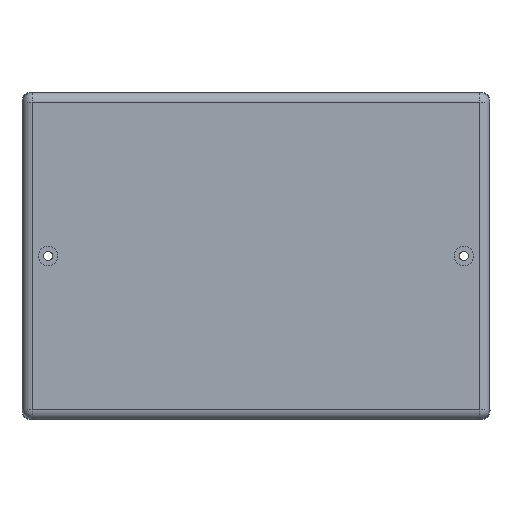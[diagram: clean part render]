
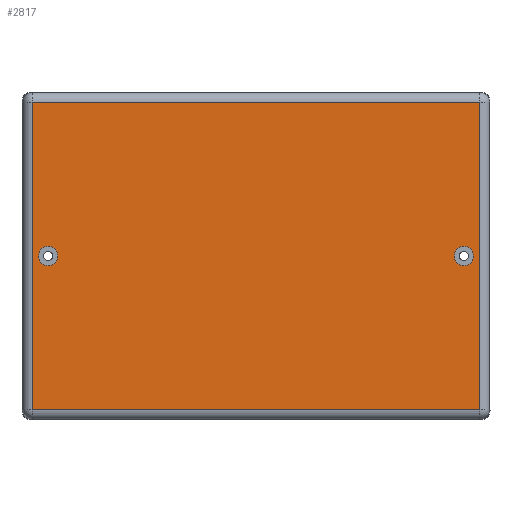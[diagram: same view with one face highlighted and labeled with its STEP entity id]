
A CAD part, front view. The second image highlights one B-rep face of the part: STEP entity #2817.
In plain terms, the highlighted planar face has unit normal (0, -1, 0).
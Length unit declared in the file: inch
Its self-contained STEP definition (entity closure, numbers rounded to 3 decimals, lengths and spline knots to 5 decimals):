
#662=CARTESIAN_POINT('',(2.7,-0.375,0.));
#663=DIRECTION('',(0.,1.,0.));
#664=DIRECTION('',(1.,0.,0.));
#665=AXIS2_PLACEMENT_3D('',#662,#663,#664);
#667=CARTESIAN_POINT('',(2.7,-0.375,0.));
#668=DIRECTION('',(0.,1.,0.));
#669=DIRECTION('',(-1.,0.,0.));
#670=AXIS2_PLACEMENT_3D('',#667,#668,#669);
#672=CARTESIAN_POINT('',(-2.7,-0.375,0.));
#673=DIRECTION('',(0.,-1.,0.));
#674=DIRECTION('',(-1.,0.,0.));
#675=AXIS2_PLACEMENT_3D('',#672,#673,#674);
#677=CARTESIAN_POINT('',(-2.7,-0.375,0.));
#678=DIRECTION('',(0.,-1.,0.));
#679=DIRECTION('',(1.,0.,0.));
#680=AXIS2_PLACEMENT_3D('',#677,#678,#679);
#682=DIRECTION('',(0.,0.,-1.));
#683=VECTOR('',#682,3.99682);
#684=CARTESIAN_POINT('',(2.9065,-0.375,1.99841));
#685=LINE('',#684,#683);
#1073=DIRECTION('',(-1.,0.,0.));
#1074=VECTOR('',#1073,5.813);
#1075=CARTESIAN_POINT('',(2.9065,-0.375,1.99841));
#1076=LINE('',#1075,#1074);
#1156=DIRECTION('',(0.,0.,1.));
#1157=VECTOR('',#1156,3.99682);
#1158=CARTESIAN_POINT('',(-2.9065,-0.375,-1.99841));
#1159=LINE('',#1158,#1157);
#1203=DIRECTION('',(1.,0.,0.));
#1204=VECTOR('',#1203,5.813);
#1205=CARTESIAN_POINT('',(-2.9065,-0.375,-1.99841));
#1206=LINE('',#1205,#1204);
#1666=CARTESIAN_POINT('',(2.9065,-0.375,-1.99841));
#1667=VERTEX_POINT('',#1666);
#1672=CARTESIAN_POINT('',(-2.9065,-0.375,-1.99841));
#1673=VERTEX_POINT('',#1672);
#1678=CARTESIAN_POINT('',(-2.9065,-0.375,1.99841));
#1679=VERTEX_POINT('',#1678);
#1684=CARTESIAN_POINT('',(2.9065,-0.375,1.99841));
#1685=VERTEX_POINT('',#1684);
#1988=CARTESIAN_POINT('',(2.825,-0.375,0.));
#1989=CARTESIAN_POINT('',(2.575,-0.375,0.));
#1990=VERTEX_POINT('',#1988);
#1991=VERTEX_POINT('',#1989);
#2032=CARTESIAN_POINT('',(-2.825,-0.375,0.));
#2033=CARTESIAN_POINT('',(-2.575,-0.375,0.));
#2034=VERTEX_POINT('',#2032);
#2035=VERTEX_POINT('',#2033);
#2791=CARTESIAN_POINT('',(0.,-0.375,0.));
#2792=DIRECTION('',(0.,-1.,0.));
#2793=DIRECTION('',(-1.,0.,0.));
#2794=AXIS2_PLACEMENT_3D('',#2791,#2792,#2793);
#2795=PLANE('',#2794);
#2797=ORIENTED_EDGE('',*,*,#2796,.T.);
#2799=ORIENTED_EDGE('',*,*,#2798,.F.);
#2801=ORIENTED_EDGE('',*,*,#2800,.T.);
#2803=ORIENTED_EDGE('',*,*,#2802,.F.);
#2804=EDGE_LOOP('',(#2797,#2799,#2801,#2803));
#2805=FACE_OUTER_BOUND('',#2804,.F.);
#2807=ORIENTED_EDGE('',*,*,#2806,.F.);
#2808=ORIENTED_EDGE('',*,*,#2781,.F.);
#2809=EDGE_LOOP('',(#2807,#2808));
#2810=FACE_BOUND('',#2809,.F.);
#2812=ORIENTED_EDGE('',*,*,#2811,.T.);
#2814=ORIENTED_EDGE('',*,*,#2813,.T.);
#2815=EDGE_LOOP('',(#2812,#2814));
#2816=FACE_BOUND('',#2815,.F.);
#2817=ADVANCED_FACE('',(#2805,#2810,#2816),#2795,.T.);
#666=CIRCLE('',#665,0.125);
#671=CIRCLE('',#670,0.125);
#676=CIRCLE('',#675,0.125);
#681=CIRCLE('',#680,0.125);
#2781=EDGE_CURVE('',#1991,#1990,#671,.T.);
#2796=EDGE_CURVE('',#1685,#1667,#685,.T.);
#2798=EDGE_CURVE('',#1673,#1667,#1206,.T.);
#2800=EDGE_CURVE('',#1673,#1679,#1159,.T.);
#2802=EDGE_CURVE('',#1685,#1679,#1076,.T.);
#2806=EDGE_CURVE('',#1990,#1991,#666,.T.);
#2811=EDGE_CURVE('',#2034,#2035,#676,.T.);
#2813=EDGE_CURVE('',#2035,#2034,#681,.T.);
